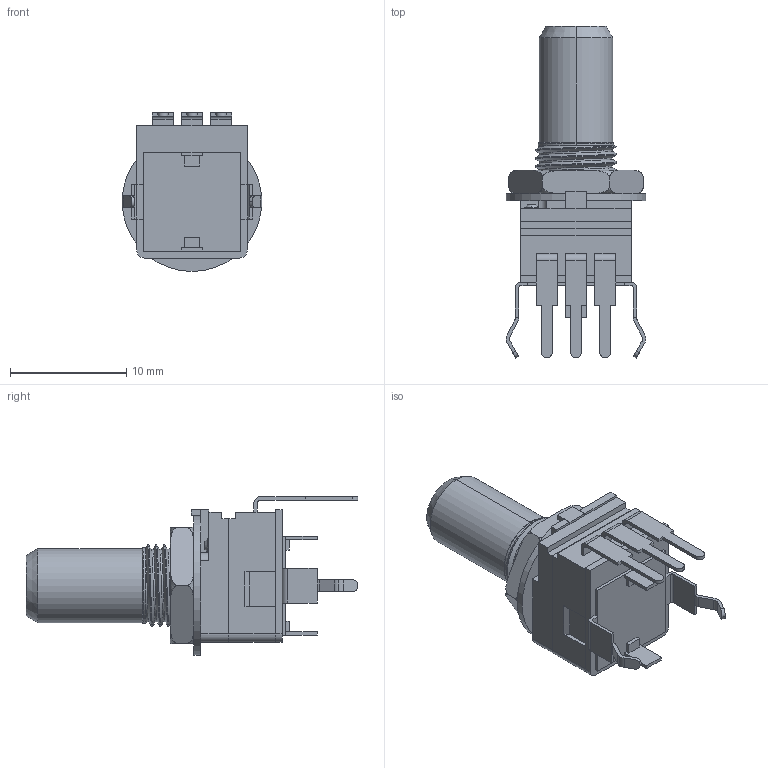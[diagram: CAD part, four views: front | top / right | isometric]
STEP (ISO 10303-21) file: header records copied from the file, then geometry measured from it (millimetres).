
FILE_DESCRIPTION (( 'STEP AP214' ), '1' );
FILE_NAME ('RD901F-40-15R1-B100K-00DL1.STEP', '2024-09-25T07:31:56', ( '' ), ( '' ), 'SwSTEP 2.0', 'SolidWorks 2016', '' );
FILE_SCHEMA (( 'AUTOMOTIVE_DESIGN' ));
Length unit declared in the file: millimetre
Products named in the file (1): RD901F-40-15R1-B100K-00DL1
Bounding box: 12 x 28.5 x 13.65 mm (x, y, z)
Volume: 1389.1 mm3; surface area: 1965 mm2
Topology: 14 solids, 14 shells, 240 faces, 605 edges, 396 vertices
Faces by surface type: plane 154, cylinder 62, bspline 18, cone 6
Entity records: 9267 total; most frequent: CARTESIAN_POINT 3496, ORIENTED_EDGE 1210, DIRECTION 1081, EDGE_CURVE 605, LINE 419, VECTOR 419, VERTEX_POINT 396, AXIS2_PLACEMENT_3D 331
